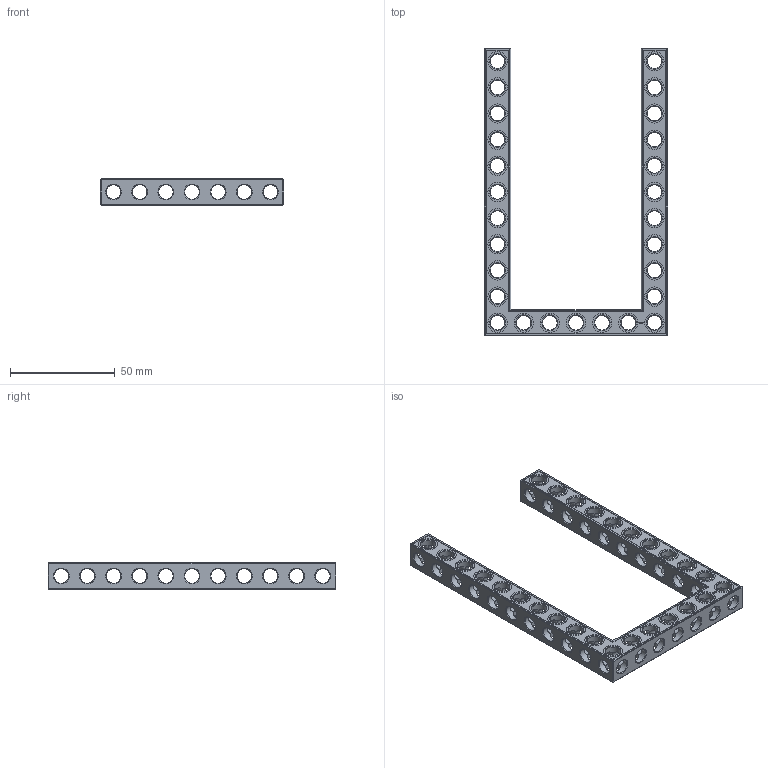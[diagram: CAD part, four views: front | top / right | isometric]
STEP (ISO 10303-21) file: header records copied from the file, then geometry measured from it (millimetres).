
FILE_DESCRIPTION(('FreeCAD Model'),'2;1');
FILE_NAME('Open CASCADE Shape Model','2022-02-23T20:53:52',( 'Paulo Kiefe'),('STEMFIE.org'),'Open CASCADE STEP processor 7.5', 'FreeCAD','Unknown');
FILE_SCHEMA(('AUTOMOTIVE_DESIGN { 1 0 10303 214 1 1 1 1 }'));
Products named in the file (1): Beam AGD ESS USH SYM BU07x11x01 - SPN-BEM-0386 (stemfie.org)
Bounding box: 87.5 x 137.5 x 12.5 mm (x, y, z)
Volume: 26385.8 mm3; surface area: 23618.9 mm2
Topology: 1 solids, 1 shells, 876 faces, 2609 edges, 1689 vertices
Faces by surface type: plane 397, extrusion 206, cylinder 163, cone 110
Full cylindrical faces by diameter (mm): 6.98 x24, 7 x112, 9.2 x27
Entity records: 169080 total; most frequent: CARTESIAN_POINT 120598, DIRECTION 7639, ORIENTED_EDGE 5218, PCURVE 5218, DEFINITIONAL_REPRESENTATION 5218, VECTOR 5126, LINE 4920, EDGE_CURVE 2609
